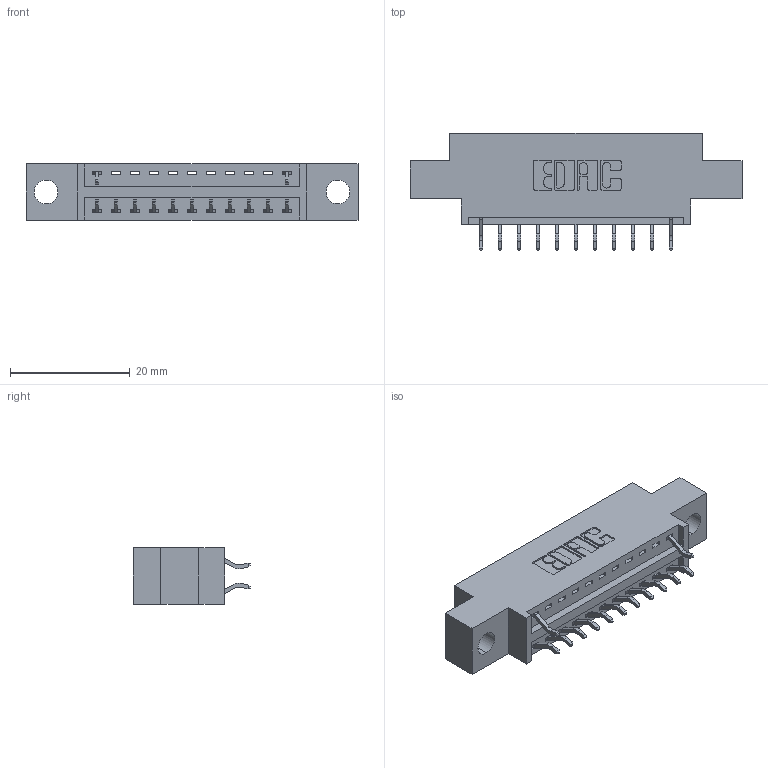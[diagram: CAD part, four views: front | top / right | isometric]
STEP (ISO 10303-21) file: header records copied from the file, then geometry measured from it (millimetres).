
FILE_DESCRIPTION (( 'STEP AP203' ), '1' );
FILE_NAME ('346-022-556-804.STEP', '2018-08-21T00:59:37', ( '' ), ( '' ), 'SwSTEP 2.0', 'SolidWorks 2016', '' );
FILE_SCHEMA (( 'CONFIG_CONTROL_DESIGN' ));
Length unit declared in the file: inch
Products named in the file (3): 346 Part_0.170 Offset - 0.156 Dia-TH; 345-292-001_556 Tail; 346-022-556-804
Assembly tree (14 placements, depth 2):
  346-022-556-804
    346 Part_0.170 Offset - 0.156 Dia-TH
    345-292-001_556 Tail  x13
Bounding box: 55.5 x 19.57 x 9.4 mm (x, y, z)
Volume: 4847.1 mm3; surface area: 5689.3 mm2
Topology: 14 solids, 14 shells, 934 faces, 2779 edges, 1834 vertices
Faces by surface type: plane 632, cylinder 302
Entity records: 11419 total; most frequent: CARTESIAN_POINT 1979, ORIENTED_EDGE 1910, DIRECTION 1773, EDGE_CURVE 955, VECTOR 771, LINE 771, VERTEX_POINT 634, AXIS2_PLACEMENT_3D 501
